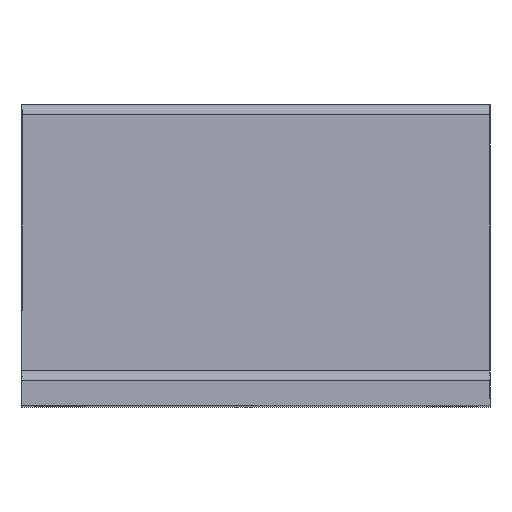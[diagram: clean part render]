
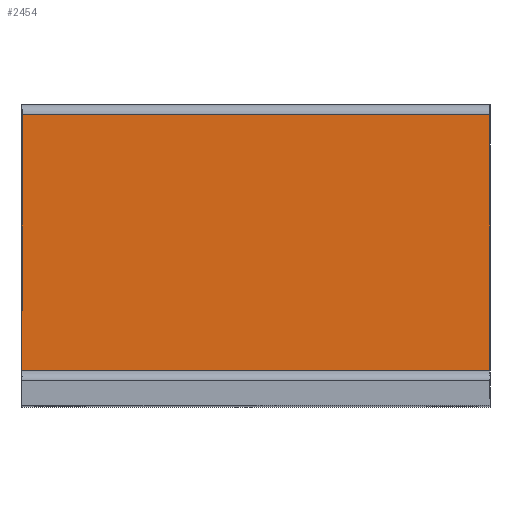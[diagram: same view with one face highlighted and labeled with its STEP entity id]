
A CAD part, top view. The second image highlights one B-rep face of the part: STEP entity #2454.
In plain terms, the highlighted face is planar.
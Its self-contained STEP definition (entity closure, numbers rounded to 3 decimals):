
#368 = AXIS2_PLACEMENT_3D ( 'NONE', #722, #1603, #4298 ) ;
#572 = VERTEX_POINT ( 'NONE', #2879 ) ;
#722 = CARTESIAN_POINT ( 'NONE',  ( -41.059, 5.842, 152.4 ) ) ;
#767 = VERTEX_POINT ( 'NONE', #2334 ) ;
#1226 = CARTESIAN_POINT ( 'NONE',  ( -41.059, 5.842, 17.78 ) ) ;
#1547 = CARTESIAN_POINT ( 'NONE',  ( -41.059, 25.273, 152.4 ) ) ;
#1603 = DIRECTION ( 'NONE',  ( 1., 0., 0. ) ) ;
#1652 = ORIENTED_EDGE ( 'NONE', *, *, #3600, .T. ) ;
#1729 = CARTESIAN_POINT ( 'NONE',  ( -41.059, 25.273, 17.78 ) ) ;
#1828 = EDGE_CURVE ( 'NONE', #572, #2353, #2706, .T. ) ;
#1921 = EDGE_CURVE ( 'NONE', #2353, #767, #2459, .T. ) ;
#1999 = VECTOR ( 'NONE', #5097, 1000. ) ;
#2204 = ORIENTED_EDGE ( 'NONE', *, *, #3170, .F. ) ;
#2208 = ORIENTED_EDGE ( 'NONE', *, *, #1828, .F. ) ;
#2334 = CARTESIAN_POINT ( 'NONE',  ( -41.059, 25.273, -17.78 ) ) ;
#2353 = VERTEX_POINT ( 'NONE', #4231 ) ;
#2454 = ADVANCED_FACE ( 'NONE', ( #4194 ), #2826, .F. ) ;
#2459 = LINE ( 'NONE', #4290, #4313 ) ;
#2706 = LINE ( 'NONE', #2753, #2827 ) ;
#2753 = CARTESIAN_POINT ( 'NONE',  ( -41.059, 5.842, 152.4 ) ) ;
#2800 = DIRECTION ( 'NONE',  ( 0., 0., -1. ) ) ;
#2826 = PLANE ( 'NONE',  #368 ) ;
#2827 = VECTOR ( 'NONE', #2800, 1000. ) ;
#2879 = CARTESIAN_POINT ( 'NONE',  ( -41.059, 5.842, 17.78 ) ) ;
#3170 = EDGE_CURVE ( 'NONE', #4384, #572, #4033, .T. ) ;
#3600 = EDGE_CURVE ( 'NONE', #4384, #767, #5162, .T. ) ;
#4033 = LINE ( 'NONE', #1226, #1999 ) ;
#4194 = FACE_OUTER_BOUND ( 'NONE', #4974, .T. ) ;
#4231 = CARTESIAN_POINT ( 'NONE',  ( -41.059, 5.842, -17.78 ) ) ;
#4246 = DIRECTION ( 'NONE',  ( 0., 0., -1. ) ) ;
#4290 = CARTESIAN_POINT ( 'NONE',  ( -41.059, 5.842, -17.78 ) ) ;
#4297 = VECTOR ( 'NONE', #4246, 1000. ) ;
#4298 = DIRECTION ( 'NONE',  ( 0., 0., -1. ) ) ;
#4305 = DIRECTION ( 'NONE',  ( 0., 1., 0. ) ) ;
#4313 = VECTOR ( 'NONE', #4305, 1000. ) ;
#4384 = VERTEX_POINT ( 'NONE', #1729 ) ;
#4974 = EDGE_LOOP ( 'NONE', ( #2204, #1652, #5018, #2208 ) ) ;
#5018 = ORIENTED_EDGE ( 'NONE', *, *, #1921, .F. ) ;
#5097 = DIRECTION ( 'NONE',  ( 0., -1., 0. ) ) ;
#5162 = LINE ( 'NONE', #1547, #4297 ) ;
